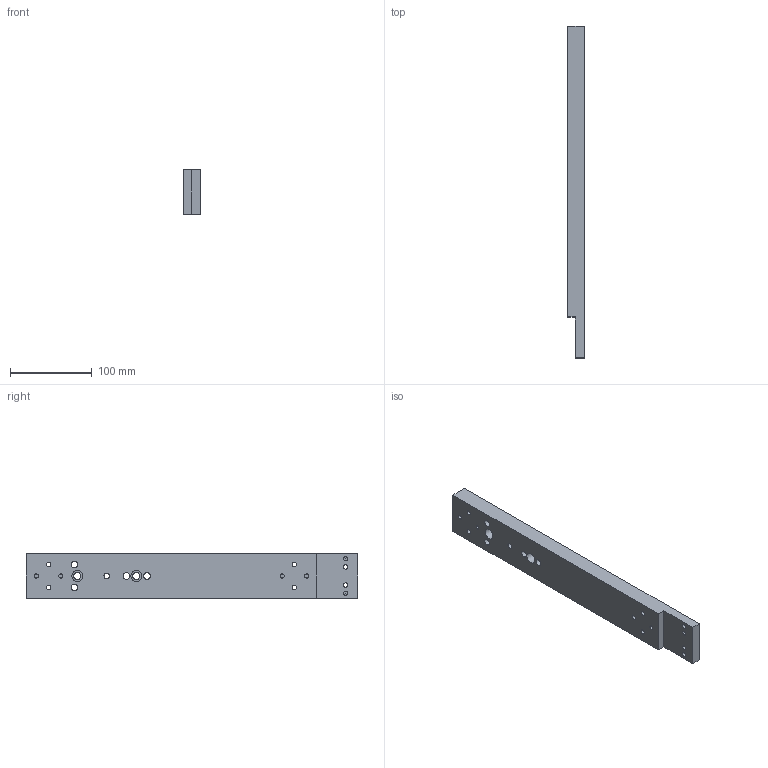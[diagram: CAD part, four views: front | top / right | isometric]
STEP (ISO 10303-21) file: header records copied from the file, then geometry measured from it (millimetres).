
FILE_DESCRIPTION(/* description */ (''),/* implementation_level */ '2;1');
FILE_NAME(/* name */ '004_TOP_BEARING_SUPPORT.stp',/* time_stamp */ '2019-07-22T10:10:00+02:00',/* author */ (''),/* organization */ (''),/* preprocessor_version */ 'ST-DEVELOPER v16.7',/* originating_system */ 'SIEMENS PLM Software NX 12.0',/* authorisation */ '');
FILE_SCHEMA (('AUTOMOTIVE_DESIGN { 1 0 10303 214 3 1 1 1 }'));
Length unit declared in the file: millimetre
Products named in the file (1): bez26CCA15119lo
Bounding box: 20 x 405 x 54 mm (x, y, z)
Volume: 397797.6 mm3; surface area: 67754.6 mm2
Topology: 1 solids, 1 shells, 59 faces, 154 edges, 107 vertices
Faces by surface type: cylinder 30, plane 18, cone 11
Full cylindrical faces by diameter (mm): 3.3 x2, 4.2 x3, 5 x6, 5.2 x2, 5.5 x4, 6.8 x1, 8 x4, 8.5 x2, 11 x4, 13.5 x2
Entity records: 1484 total; most frequent: DIRECTION 266, CARTESIAN_POINT 225, ORIENTED_EDGE 164, EDGE_LOOP 136, FACE_BOUND 135, AXIS2_PLACEMENT_3D 124, VERTEX_POINT 83, EDGE_CURVE 82
